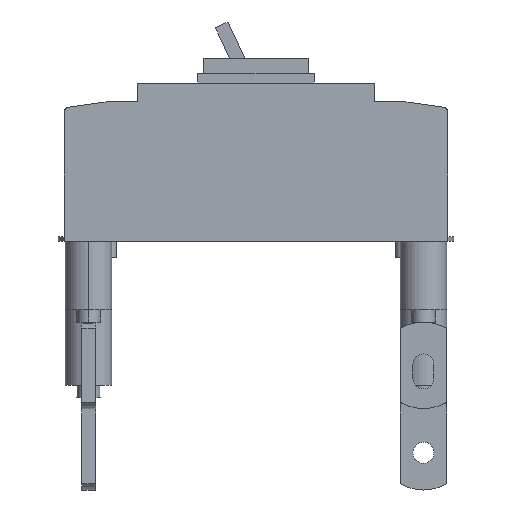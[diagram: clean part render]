
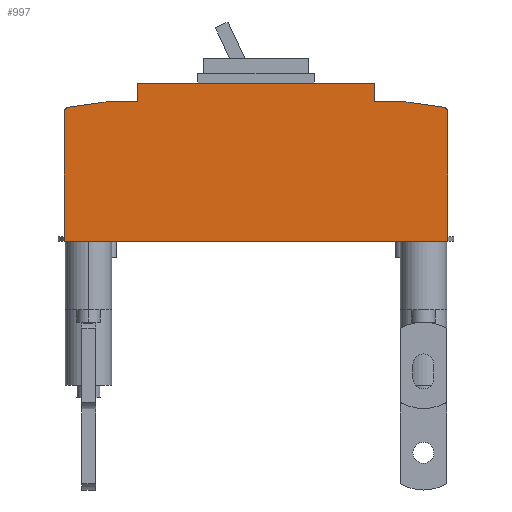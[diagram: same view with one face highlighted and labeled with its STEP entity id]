
A CAD part, left-side view. The second image highlights one B-rep face of the part: STEP entity #997.
In plain terms, the highlighted planar face has unit normal (-1, 0, 0).
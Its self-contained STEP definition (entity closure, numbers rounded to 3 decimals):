
#56 = DIRECTION ( 'NONE',  ( 0., -0.99, -0.139 ) ) ;
#93 = CARTESIAN_POINT ( 'NONE',  ( -52.5, 82.5, 68. ) ) ;
#282 = ORIENTED_EDGE ( 'NONE', *, *, #965, .T. ) ;
#513 = VERTEX_POINT ( 'NONE', #5733 ) ;
#896 = DIRECTION ( 'NONE',  ( 1., 0., 0. ) ) ;
#932 = CARTESIAN_POINT ( 'NONE',  ( -52.5, 82.5, 55.605 ) ) ;
#965 = EDGE_CURVE ( 'NONE', #10482, #7143, #14664, .T. ) ;
#997 = ADVANCED_FACE ( 'NONE', ( #7528 ), #4819, .F. ) ;
#1278 = CARTESIAN_POINT ( 'NONE',  ( -52.5, -82.5, 0. ) ) ;
#1349 = VERTEX_POINT ( 'NONE', #7965 ) ;
#1527 = VERTEX_POINT ( 'NONE', #13384 ) ;
#1576 = LINE ( 'NONE', #4317, #7955 ) ;
#1661 = AXIS2_PLACEMENT_3D ( 'NONE', #5929, #14786, #7197 ) ;
#1732 = VERTEX_POINT ( 'NONE', #6432 ) ;
#2168 = DIRECTION ( 'NONE',  ( 0., 1., 0. ) ) ;
#2218 = EDGE_CURVE ( 'NONE', #10265, #1732, #7968, .T. ) ;
#2308 = VERTEX_POINT ( 'NONE', #3001 ) ;
#2575 = DIRECTION ( 'NONE',  ( 0., 0., -1. ) ) ;
#2618 = DIRECTION ( 'NONE',  ( 0., 0.99, -0.139 ) ) ;
#2800 = EDGE_CURVE ( 'NONE', #10265, #10482, #1576, .T. ) ;
#3001 = CARTESIAN_POINT ( 'NONE',  ( -52.5, -63.6, 60. ) ) ;
#3050 = CARTESIAN_POINT ( 'NONE',  ( -52.5, 82.5, 68. ) ) ;
#3465 = VECTOR ( 'NONE', #5382, 1000. ) ;
#3721 = EDGE_LOOP ( 'NONE', ( #3843, #5027, #12656, #4197, #12467, #14912, #3835, #14130, #9989, #9166, #11511, #282 ) ) ;
#3734 = DIRECTION ( 'NONE',  ( 0., 1., 0. ) ) ;
#3790 = VERTEX_POINT ( 'NONE', #13189 ) ;
#3835 = ORIENTED_EDGE ( 'NONE', *, *, #13635, .F. ) ;
#3843 = ORIENTED_EDGE ( 'NONE', *, *, #10097, .T. ) ;
#4064 = LINE ( 'NONE', #7464, #13744 ) ;
#4197 = ORIENTED_EDGE ( 'NONE', *, *, #5719, .T. ) ;
#4317 = CARTESIAN_POINT ( 'NONE',  ( -52.5, 51., 68. ) ) ;
#4561 = VECTOR ( 'NONE', #2168, 1000. ) ;
#4819 = PLANE ( 'NONE',  #9104 ) ;
#5014 = CARTESIAN_POINT ( 'NONE',  ( -52.5, 63.6, 60. ) ) ;
#5027 = ORIENTED_EDGE ( 'NONE', *, *, #7487, .T. ) ;
#5188 = CARTESIAN_POINT ( 'NONE',  ( -52.5, -82.5, 68. ) ) ;
#5382 = DIRECTION ( 'NONE',  ( 0., 0., -1. ) ) ;
#5702 = EDGE_CURVE ( 'NONE', #5962, #16478, #6813, .T. ) ;
#5719 = EDGE_CURVE ( 'NONE', #16478, #9094, #10139, .T. ) ;
#5733 = CARTESIAN_POINT ( 'NONE',  ( -52.5, -80.778, 57.586 ) ) ;
#5929 = CARTESIAN_POINT ( 'NONE',  ( -52.5, -80.5, 55.605 ) ) ;
#5962 = VERTEX_POINT ( 'NONE', #932 ) ;
#6228 = LINE ( 'NONE', #11282, #12914 ) ;
#6432 = CARTESIAN_POINT ( 'NONE',  ( -52.5, -51., 68. ) ) ;
#6653 = CARTESIAN_POINT ( 'NONE',  ( -52.5, 82.5, 0. ) ) ;
#6813 = LINE ( 'NONE', #10362, #3465 ) ;
#6913 = CARTESIAN_POINT ( 'NONE',  ( -52.5, 80.5, 55.605 ) ) ;
#7143 = VERTEX_POINT ( 'NONE', #5014 ) ;
#7197 = DIRECTION ( 'NONE',  ( 0., 1., 0. ) ) ;
#7464 = CARTESIAN_POINT ( 'NONE',  ( -52.5, -82.5, 60. ) ) ;
#7487 = EDGE_CURVE ( 'NONE', #1349, #5962, #12111, .T. ) ;
#7528 = FACE_OUTER_BOUND ( 'NONE', #3721, .T. ) ;
#7857 = EDGE_CURVE ( 'NONE', #1527, #2308, #4064, .T. ) ;
#7921 = CARTESIAN_POINT ( 'NONE',  ( -52.5, 51., 68. ) ) ;
#7955 = VECTOR ( 'NONE', #13085, 1000. ) ;
#7965 = CARTESIAN_POINT ( 'NONE',  ( -52.5, 80.778, 57.586 ) ) ;
#7968 = LINE ( 'NONE', #93, #10897 ) ;
#7991 = EDGE_CURVE ( 'NONE', #1732, #1527, #6228, .T. ) ;
#8189 = DIRECTION ( 'NONE',  ( 0., 1., 0. ) ) ;
#8808 = VECTOR ( 'NONE', #14034, 1000. ) ;
#8937 = CARTESIAN_POINT ( 'NONE',  ( -52.5, -81.031, 57.55 ) ) ;
#9026 = DIRECTION ( 'NONE',  ( 0., -1., 0. ) ) ;
#9094 = VERTEX_POINT ( 'NONE', #1278 ) ;
#9104 = AXIS2_PLACEMENT_3D ( 'NONE', #3050, #896, #3734 ) ;
#9107 = DIRECTION ( 'NONE',  ( 0., -1., 0. ) ) ;
#9166 = ORIENTED_EDGE ( 'NONE', *, *, #2218, .F. ) ;
#9196 = AXIS2_PLACEMENT_3D ( 'NONE', #6913, #15785, #8189 ) ;
#9542 = LINE ( 'NONE', #8937, #12507 ) ;
#9674 = CIRCLE ( 'NONE', #1661, 2. ) ;
#9805 = CARTESIAN_POINT ( 'NONE',  ( -52.5, 82.5, 60. ) ) ;
#9989 = ORIENTED_EDGE ( 'NONE', *, *, #7991, .F. ) ;
#10097 = EDGE_CURVE ( 'NONE', #7143, #1349, #13081, .T. ) ;
#10139 = LINE ( 'NONE', #6653, #13541 ) ;
#10172 = LINE ( 'NONE', #5188, #8808 ) ;
#10265 = VERTEX_POINT ( 'NONE', #7921 ) ;
#10362 = CARTESIAN_POINT ( 'NONE',  ( -52.5, 82.5, 68. ) ) ;
#10482 = VERTEX_POINT ( 'NONE', #10858 ) ;
#10858 = CARTESIAN_POINT ( 'NONE',  ( -52.5, 51., 60. ) ) ;
#10897 = VECTOR ( 'NONE', #9026, 1000. ) ;
#11282 = CARTESIAN_POINT ( 'NONE',  ( -52.5, -51., 68. ) ) ;
#11511 = ORIENTED_EDGE ( 'NONE', *, *, #2800, .T. ) ;
#12111 = CIRCLE ( 'NONE', #9196, 2. ) ;
#12467 = ORIENTED_EDGE ( 'NONE', *, *, #13188, .F. ) ;
#12507 = VECTOR ( 'NONE', #56, 1000. ) ;
#12656 = ORIENTED_EDGE ( 'NONE', *, *, #5702, .T. ) ;
#12716 = CARTESIAN_POINT ( 'NONE',  ( -52.5, 81.031, 57.55 ) ) ;
#12914 = VECTOR ( 'NONE', #2575, 1000. ) ;
#13081 = LINE ( 'NONE', #12716, #13494 ) ;
#13085 = DIRECTION ( 'NONE',  ( 0., 0., -1. ) ) ;
#13188 = EDGE_CURVE ( 'NONE', #3790, #9094, #10172, .T. ) ;
#13189 = CARTESIAN_POINT ( 'NONE',  ( -52.5, -82.5, 55.605 ) ) ;
#13384 = CARTESIAN_POINT ( 'NONE',  ( -52.5, -51., 60. ) ) ;
#13494 = VECTOR ( 'NONE', #2618, 1000. ) ;
#13541 = VECTOR ( 'NONE', #9107, 1000. ) ;
#13635 = EDGE_CURVE ( 'NONE', #2308, #513, #9542, .T. ) ;
#13744 = VECTOR ( 'NONE', #15064, 1000. ) ;
#14008 = CARTESIAN_POINT ( 'NONE',  ( -52.5, 82.5, 0. ) ) ;
#14034 = DIRECTION ( 'NONE',  ( 0., 0., -1. ) ) ;
#14130 = ORIENTED_EDGE ( 'NONE', *, *, #7857, .F. ) ;
#14664 = LINE ( 'NONE', #9805, #4561 ) ;
#14786 = DIRECTION ( 'NONE',  ( -1., 0., 0. ) ) ;
#14912 = ORIENTED_EDGE ( 'NONE', *, *, #16105, .T. ) ;
#15064 = DIRECTION ( 'NONE',  ( 0., -1., 0. ) ) ;
#15785 = DIRECTION ( 'NONE',  ( -1., 0., 0. ) ) ;
#16105 = EDGE_CURVE ( 'NONE', #3790, #513, #9674, .T. ) ;
#16478 = VERTEX_POINT ( 'NONE', #14008 ) ;
